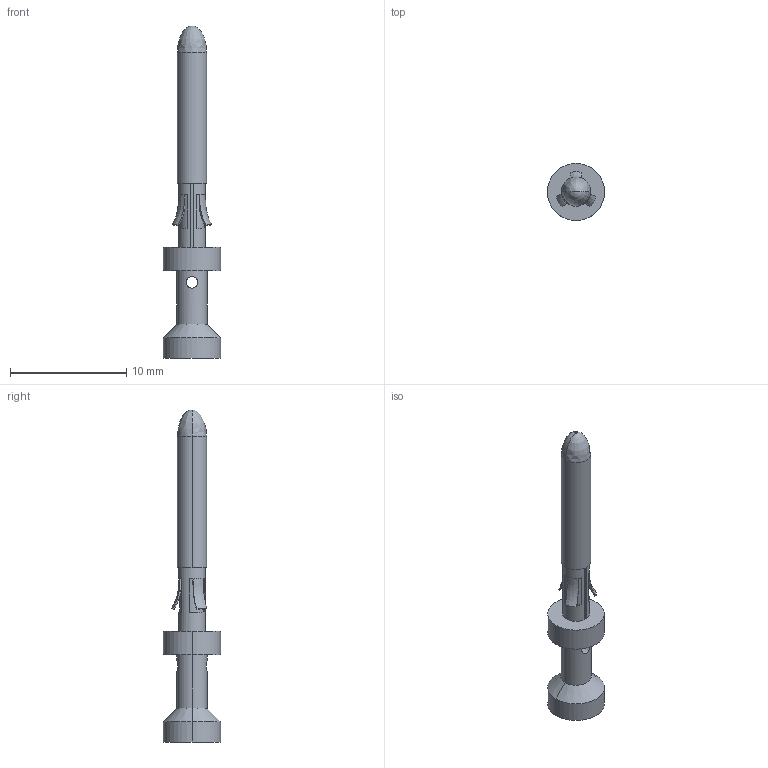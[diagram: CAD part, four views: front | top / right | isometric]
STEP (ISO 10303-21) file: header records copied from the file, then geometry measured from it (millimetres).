
FILE_DESCRIPTION((''),'2;1');
FILE_NAME('CESM-XXXN','2017-04-15T',('tl.yang'),(''),'PRO/ENGINEER BY PARAMETRIC TECHNOLOGY CORPORATION, 2011500','PRO/ENGINEER BY PARAMETRIC TECHNOLOGY CORPORATION, 2011500','');
FILE_SCHEMA(('CONFIG_CONTROL_DESIGN'));
Length unit declared in the file: millimetre
Products named in the file (1): CESM-XXXN
Bounding box: 4.9 x 4.9 x 28.5 mm (x, y, z)
Volume: 178.7 mm3; surface area: 348.3 mm2
Topology: 1 solids, 1 shells, 63 faces, 155 edges, 98 vertices
Faces by surface type: plane 24, cylinder 19, bspline 12, cone 6, revolution 2
Entity records: 2896 total; most frequent: CARTESIAN_POINT 1442, ORIENTED_EDGE 304, DIRECTION 266, EDGE_CURVE 152, AXIS2_PLACEMENT_3D 100, VERTEX_POINT 98, EDGE_LOOP 74, VECTOR 64
